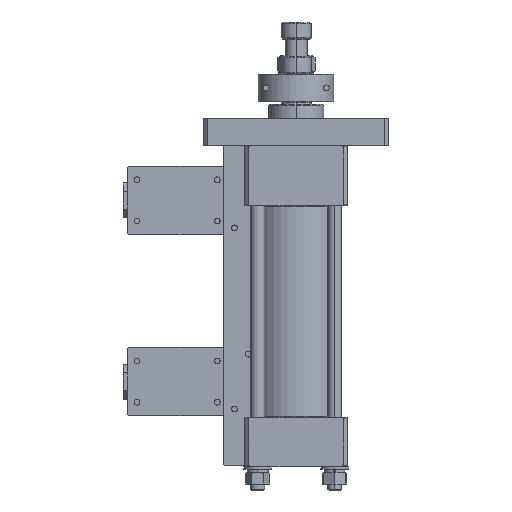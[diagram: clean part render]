
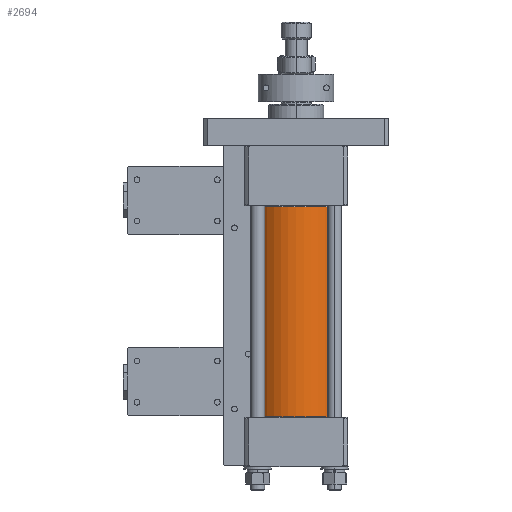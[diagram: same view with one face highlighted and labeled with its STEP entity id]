
A CAD part, front view. The second image highlights one B-rep face of the part: STEP entity #2694.
In plain terms, the highlighted cylindrical face has radius 32.5 mm (diameter 65 mm), a partial arc.
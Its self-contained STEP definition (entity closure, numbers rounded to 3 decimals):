
#2646 = VERTEX_POINT ( 'NONE', #15691 ) ;
#2690 = EDGE_CURVE ( '����8', #2646, #2691, #20297, .T. ) ;
#2691 = VERTEX_POINT ( 'NONE', #20292 ) ;
#2694 = ADVANCED_FACE ( '��4', ( #20350 ), #20349, .T. ) ;
#2695 = EDGE_LOOP ( 'NONE', ( #2714, #2719, #2721, #2722 ) ) ;
#2714 = ORIENTED_EDGE ( 'NONE', *, *, #2715, .T. ) ;
#2715 = EDGE_CURVE ( '����6', #2717, #2718, #20328, .T. ) ;
#2717 = VERTEX_POINT ( 'NONE', #20380 ) ;
#2718 = VERTEX_POINT ( 'NONE', #20379 ) ;
#2719 = ORIENTED_EDGE ( 'NONE', *, *, #2720, .T. ) ;
#2720 = EDGE_CURVE ( 'NONE', #2718, #2691, #20378, .T. ) ;
#2721 = ORIENTED_EDGE ( 'NONE', *, *, #2690, .F. ) ;
#2722 = ORIENTED_EDGE ( 'NONE', *, *, #2723, .F. ) ;
#2723 = EDGE_CURVE ( 'NONE', #2717, #2646, #20374, .T. ) ;
#15691 = CARTESIAN_POINT ( 'NONE',  ( -153.5, 0., 32.5 ) ) ;
#20292 = CARTESIAN_POINT ( 'NONE',  ( -153.5, 0., -32.5 ) ) ;
#20293 = DIRECTION ( 'NONE',  ( 0., 0., 1. ) ) ;
#20294 = DIRECTION ( 'NONE',  ( -1., 0., 0. ) ) ;
#20295 = CARTESIAN_POINT ( 'NONE',  ( -153.5, 0., 0. ) ) ;
#20296 = AXIS2_PLACEMENT_3D ( 'NONE', #20295, #20294, #20293 ) ;
#20297 = CIRCLE ( 'NONE', #20296, 32.5 ) ;
#20328 = CIRCLE ( 'NONE', #20384, 32.5 ) ;
#20345 = DIRECTION ( 'NONE',  ( 0., 0., 1. ) ) ;
#20346 = DIRECTION ( 'NONE',  ( -1., 0., 0. ) ) ;
#20347 = CARTESIAN_POINT ( 'NONE',  ( -154., 0., 0. ) ) ;
#20348 = AXIS2_PLACEMENT_3D ( 'NONE', #20347, #20346, #20345 ) ;
#20349 = CYLINDRICAL_SURFACE ( 'NONE', #20348, 32.5 ) ;
#20350 = FACE_OUTER_BOUND ( 'NONE', #2695, .T. ) ;
#20371 = DIRECTION ( 'NONE',  ( -1., 0., 0. ) ) ;
#20372 = VECTOR ( 'NONE', #20371, 1000. ) ;
#20373 = CARTESIAN_POINT ( 'NONE',  ( -154., 0., 32.5 ) ) ;
#20374 = LINE ( 'NONE', #20373, #20372 ) ;
#20375 = DIRECTION ( 'NONE',  ( -1., 0., 0. ) ) ;
#20376 = VECTOR ( 'NONE', #20375, 1000. ) ;
#20377 = CARTESIAN_POINT ( 'NONE',  ( -154., 0., -32.5 ) ) ;
#20378 = LINE ( 'NONE', #20377, #20376 ) ;
#20379 = CARTESIAN_POINT ( 'NONE',  ( -0.5, 0., -32.5 ) ) ;
#20380 = CARTESIAN_POINT ( 'NONE',  ( -0.5, 0., 32.5 ) ) ;
#20381 = DIRECTION ( 'NONE',  ( 0., 0., 1. ) ) ;
#20382 = DIRECTION ( 'NONE',  ( -1., 0., 0. ) ) ;
#20383 = CARTESIAN_POINT ( 'NONE',  ( -0.5, 0., 0. ) ) ;
#20384 = AXIS2_PLACEMENT_3D ( 'NONE', #20383, #20382, #20381 ) ;
